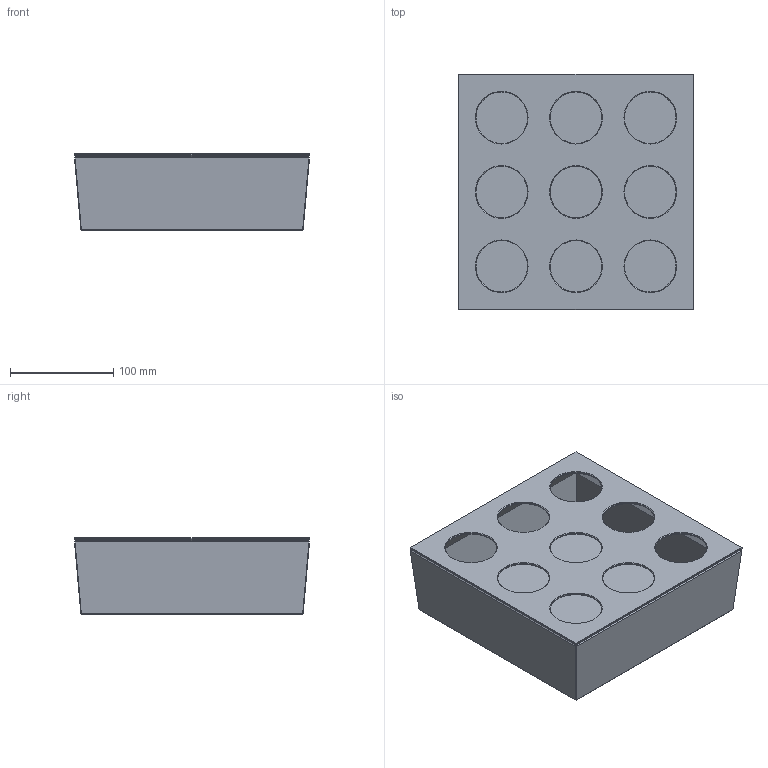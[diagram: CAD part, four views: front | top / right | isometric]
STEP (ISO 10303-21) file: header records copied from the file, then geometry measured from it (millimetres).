
FILE_DESCRIPTION(/* description */ ('','CAx-IF Rec.Pracs.---Representation and Presentation of Product Manufacturing Information (PMI)---4.0---2014-10-13'),/* implementation_level */ '2;1');
FILE_NAME(/* name */ '2-in Netpot Seedling Tray v4.step',/* time_stamp */ '2025-02-26T13:25:35-08:00',/* author */ (''),/* organization */ (''),/* preprocessor_version */ 'ST-DEVELOPER v20',/* originating_system */ 'Autodesk Translation Framework v13.20.0.188',/* authorisation */ '');
FILE_SCHEMA (('AP242_MANAGED_MODEL_BASED_3D_ENGINEERING_MIM_LF { 1 0 10303 442 1 1 4 }'));
Length unit declared in the file: millimetre
Products named in the file (2): 2-in Netpot Seedling Tray; Component1
Assembly tree (1 placements, depth 2):
  2-in Netpot Seedling Tray
    Component1
Bounding box: 228 x 228 x 74 mm (x, y, z)
Volume: 366980.3 mm3; surface area: 298244.6 mm2
Topology: 2 solids, 2 shells, 119 faces, 263 edges, 152 vertices
Faces by surface type: plane 92, cone 18, cylinder 9
Full cylindrical faces by diameter (mm): 50 x9
Entity records: 3243 total; most frequent: DIRECTION 543, CARTESIAN_POINT 537, ORIENTED_EDGE 526, EDGE_CURVE 263, LINE 227, VECTOR 227, AXIS2_PLACEMENT_3D 158, VERTEX_POINT 152
